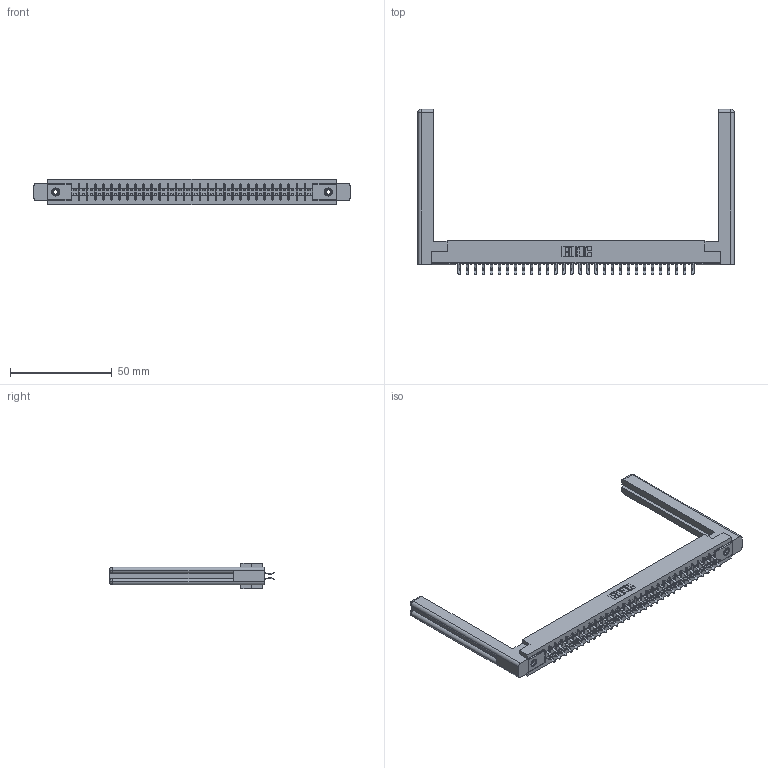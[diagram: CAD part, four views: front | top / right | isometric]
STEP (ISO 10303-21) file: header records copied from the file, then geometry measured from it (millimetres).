
FILE_DESCRIPTION (( 'STEP AP203' ), '1' );
FILE_NAME ('355-060-556-558.STEP', '2019-09-12T14:09:07', ( '' ), ( '' ), 'SwSTEP 2.0', 'SolidWorks 2016', '' );
FILE_SCHEMA (( 'CONFIG_CONTROL_DESIGN' ));
Length unit declared in the file: inch
Products named in the file (5): 305-290-001_556; 305 Part_.156 Dia; 345-250-001_345-250-001-102; 355-060-556-558; 307-220-058
Assembly tree (65 placements, depth 2):
  355-060-556-558
    305 Part_.156 Dia
    305-290-001_556  x60
    345-250-001_345-250-001-102  x2
    307-220-058  x2
Bounding box: 155.5 x 81.28 x 12.7 mm (x, y, z)
Volume: 22882.2 mm3; surface area: 25275.8 mm2
Topology: 65 solids, 65 shells, 3618 faces, 10360 edges, 6732 vertices
Faces by surface type: plane 2012, cylinder 1462, sphere 120, cone 12, torus 12
Entity records: 36798 total; most frequent: CARTESIAN_POINT 6107, ORIENTED_EDGE 6002, DIRECTION 5883, EDGE_CURVE 3001, VECTOR 2399, LINE 2399, VERTEX_POINT 1912, AXIS2_PLACEMENT_3D 1742
